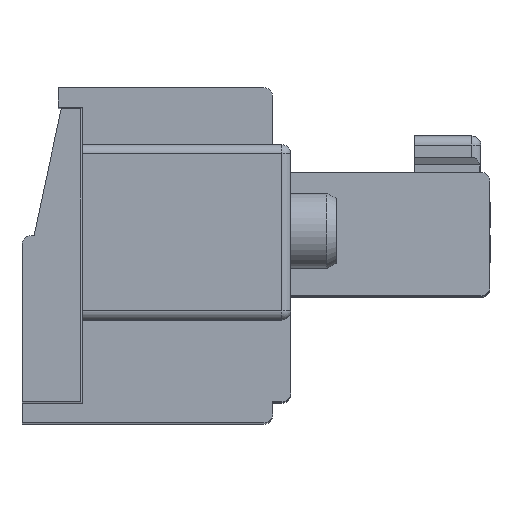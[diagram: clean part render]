
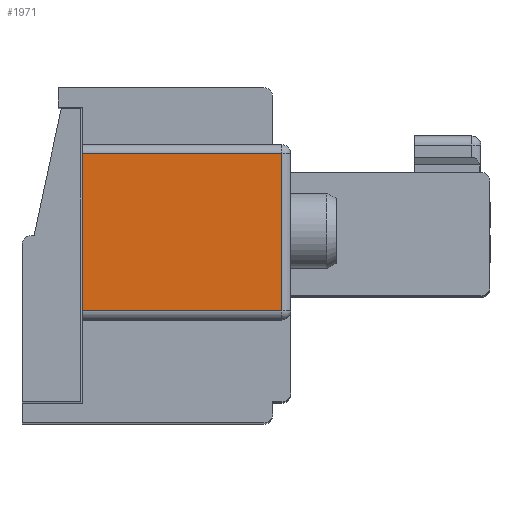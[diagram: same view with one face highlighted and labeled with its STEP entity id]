
A CAD part, top view. The second image highlights one B-rep face of the part: STEP entity #1971.
In plain terms, the highlighted planar face has unit normal (0, 0, 1).
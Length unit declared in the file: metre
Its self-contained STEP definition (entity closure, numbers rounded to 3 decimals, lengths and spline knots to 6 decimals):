
#1971=ADVANCED_FACE('',(#4166),#4167,.T.);
#4166=FACE_OUTER_BOUND('',#6497,.T.);
#4167=PLANE('',#6498);
#6497=EDGE_LOOP('',(#12427,#12428,#12429,#12430));
#6498=AXIS2_PLACEMENT_3D('',#12431,#12432,#12433);
#12427=ORIENTED_EDGE('',*,*,#14763,.T.);
#12428=ORIENTED_EDGE('',*,*,#15778,.T.);
#12429=ORIENTED_EDGE('',*,*,#15774,.T.);
#12430=ORIENTED_EDGE('',*,*,#15779,.T.);
#12431=CARTESIAN_POINT('',(0.007073,0.00941,0.028833));
#12432=DIRECTION('',(0.,0.,1.0));
#12433=DIRECTION('',(1.0,0.,0.0));
#14763=EDGE_CURVE('',#18153,#18151,#18154,.T.);
#15774=EDGE_CURVE('',#19489,#19487,#19490,.T.);
#15778=EDGE_CURVE('',#18151,#19489,#19494,.T.);
#15779=EDGE_CURVE('',#19487,#18153,#19495,.T.);
#18151=VERTEX_POINT('',#23033);
#18153=VERTEX_POINT('',#23035);
#18154=LINE('',#23036,#23037);
#19487=VERTEX_POINT('',#24953);
#19489=VERTEX_POINT('',#24955);
#19490=LINE('',#24956,#24957);
#19494=LINE('',#24961,#24962);
#19495=LINE('',#24963,#24964);
#23033=CARTESIAN_POINT('',(0.000473,0.00421,0.028833));
#23035=CARTESIAN_POINT('',(0.000473,0.00941,0.028833));
#23036=CARTESIAN_POINT('',(0.000473,0.00391,0.028833));
#23037=VECTOR('',#26852,1.0);
#24953=CARTESIAN_POINT('',(0.007073,0.00941,0.028833));
#24955=CARTESIAN_POINT('',(0.007073,0.00421,0.028833));
#24956=CARTESIAN_POINT('',(0.007073,0.00941,0.028833));
#24957=VECTOR('',#27773,1.0);
#24961=CARTESIAN_POINT('',(0.007073,0.00421,0.028833));
#24962=VECTOR('',#27777,1.0);
#24963=CARTESIAN_POINT('',(0.007073,0.00941,0.028833));
#24964=VECTOR('',#27778,1.0);
#26852=DIRECTION('',(0.,-1.0,0.));
#27773=DIRECTION('',(0.,1.0,0.));
#27777=DIRECTION('',(1.0,0.,0.));
#27778=DIRECTION('',(-1.0,0.,0.));
